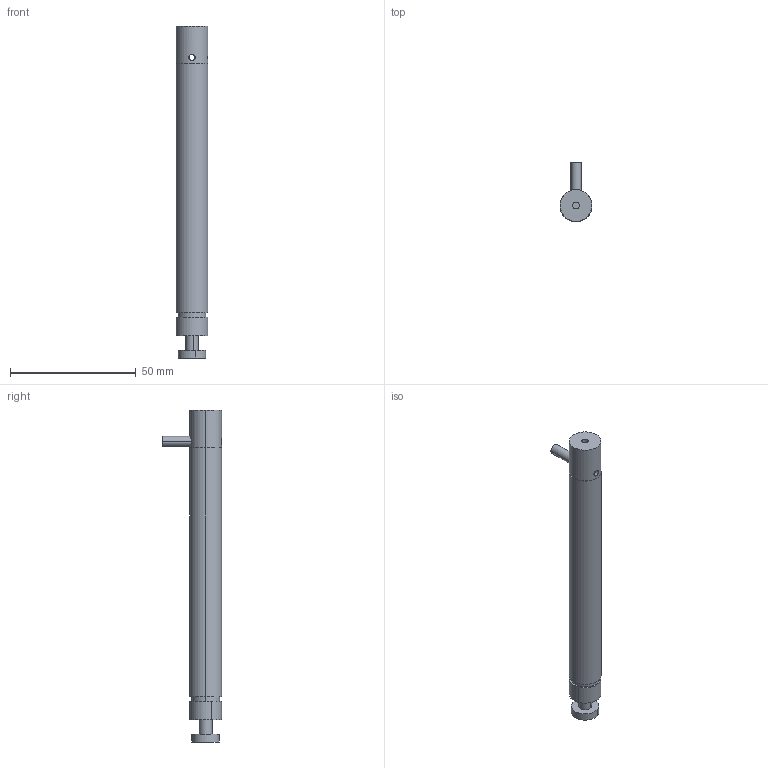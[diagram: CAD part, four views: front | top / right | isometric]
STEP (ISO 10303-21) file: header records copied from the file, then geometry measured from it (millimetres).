
FILE_DESCRIPTION (( 'STEP AP214' ), '1' );
FILE_NAME ('12766-E0W.step', '2007-11-13T06:05:26', ( ' ' ), ( ' ' ), 'SwSTEP 2.0', 'SolidWorks 2007', '' );
FILE_SCHEMA (( 'AUTOMOTIVE_DESIGN' ));
Length unit declared in the file: inch
Products named in the file (1): 12766-E0W
Bounding box: 12.7 x 23.58 x 132 mm (x, y, z)
Surface area: 8811.9 mm2 (no closed solid volume)
Topology: 0 solids, 7 shells, 41 faces, 104 edges, 72 vertices
Faces by surface type: cylinder 30, plane 11
Entity records: 2049 total; most frequent: CARTESIAN_POINT 476, DIRECTION 236, ORIENTED_EDGE 176, EDGE_CURVE 104, AXIS2_PLACEMENT_3D 102, VERTEX_POINT 72, CIRCLE 60, EDGE_LOOP 54
